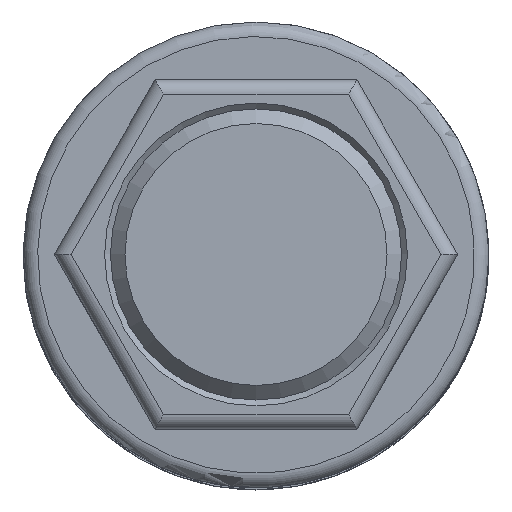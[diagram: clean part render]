
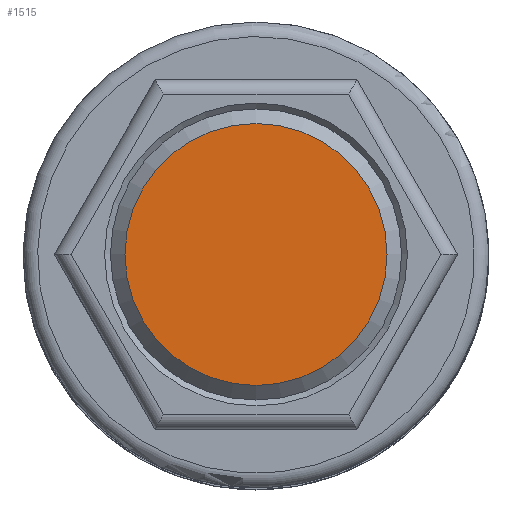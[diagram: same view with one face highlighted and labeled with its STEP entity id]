
A CAD part, top view. The second image highlights one B-rep face of the part: STEP entity #1515.
In plain terms, the highlighted face is planar.
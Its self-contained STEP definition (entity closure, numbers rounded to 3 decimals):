
#1436=CARTESIAN_POINT('',(2.25,0.,-25.));
#1437=VERTEX_POINT('',#1436);
#1444=CARTESIAN_POINT('',(-2.25,0.,-25.));
#1445=VERTEX_POINT('',#1444);
#1446=CARTESIAN_POINT('',(0.,0.,-25.));
#1447=DIRECTION('',(1.,0.,0.));
#1448=DIRECTION('',(0.,0.,1.));
#1449=AXIS2_PLACEMENT_3D('',#1446,#1448,#1447);
#1450=CIRCLE('',#1449,2.25);
#1451=EDGE_CURVE('',#1437,#1445,#1450,.T.);
#1453=CARTESIAN_POINT('',(0.,0.,-25.));
#1454=DIRECTION('',(-1.,0.,0.));
#1455=DIRECTION('',(0.,0.,1.));
#1456=AXIS2_PLACEMENT_3D('',#1453,#1455,#1454);
#1457=CIRCLE('',#1456,2.25);
#1458=EDGE_CURVE('',#1445,#1437,#1457,.T.);
#1506=CARTESIAN_POINT('',(0.,0.,-25.));
#1507=DIRECTION('',(1.,0.,0.));
#1508=DIRECTION('',(0.,0.,1.));
#1509=AXIS2_PLACEMENT_3D('',#1506,#1508,#1507);
#1510=PLANE('',#1509);
#1511=ORIENTED_EDGE('',*,*,#1451,.T.);
#1512=ORIENTED_EDGE('',*,*,#1458,.T.);
#1513=EDGE_LOOP('',(#1511,#1512));
#1514=FACE_OUTER_BOUND('',#1513,.F.);
#1515=ADVANCED_FACE('F28',(#1514),#1510,.F.);
